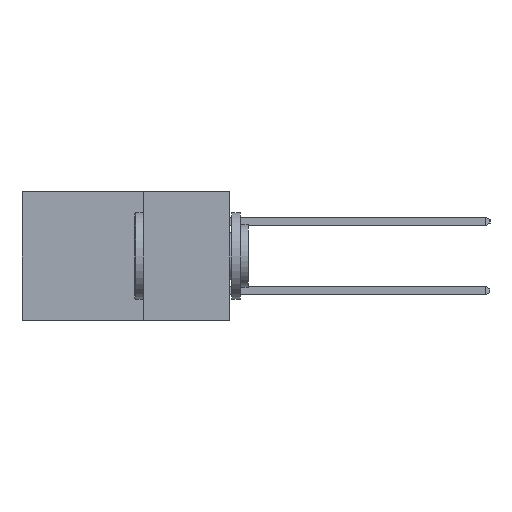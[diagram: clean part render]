
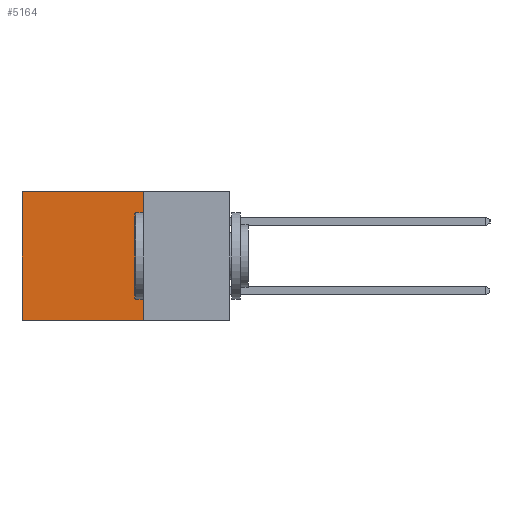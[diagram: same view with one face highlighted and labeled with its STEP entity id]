
A CAD part, left-side view. The second image highlights one B-rep face of the part: STEP entity #5164.
In plain terms, the highlighted planar face has unit normal (-1, 0, 0).
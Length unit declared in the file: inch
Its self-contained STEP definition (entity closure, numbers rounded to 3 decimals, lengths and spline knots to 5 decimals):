
#714 = LINE ( 'NONE', #12994, #17718 ) ;
#2663 = DIRECTION ( 'NONE',  ( 0., 0., -1. ) ) ;
#3331 = LINE ( 'NONE', #5306, #8994 ) ;
#4070 = ORIENTED_EDGE ( 'NONE', *, *, #7965, .F. ) ;
#5164 = ADVANCED_FACE ( 'NONE', ( #20912 ), #6174, .F. ) ;
#5306 = CARTESIAN_POINT ( 'NONE',  ( 0.2615, 0.25, -0.37 ) ) ;
#5351 = CARTESIAN_POINT ( 'NONE',  ( 0.2615, 0.6, 0. ) ) ;
#5373 = CARTESIAN_POINT ( 'NONE',  ( 0.2615, 0.25, 0. ) ) ;
#5863 = DIRECTION ( 'NONE',  ( 1., 0., 0. ) ) ;
#5899 = DIRECTION ( 'NONE',  ( 0., 0., -1. ) ) ;
#5907 = CARTESIAN_POINT ( 'NONE',  ( 0.2615, 0.25, -0.37 ) ) ;
#6139 = CARTESIAN_POINT ( 'NONE',  ( 0.2615, 0.25, -0.37 ) ) ;
#6174 = PLANE ( 'NONE',  #19991 ) ;
#7445 = DIRECTION ( 'NONE',  ( 0., 1., 0. ) ) ;
#7965 = EDGE_CURVE ( 'NONE', #24092, #18038, #3331, .T. ) ;
#8994 = VECTOR ( 'NONE', #7445, 39.37008 ) ;
#10628 = VECTOR ( 'NONE', #18116, 39.37008 ) ;
#10899 = VERTEX_POINT ( 'NONE', #19017 ) ;
#11913 = VERTEX_POINT ( 'NONE', #5351 ) ;
#12994 = CARTESIAN_POINT ( 'NONE',  ( 0.2615, 0.25, -0.37 ) ) ;
#14178 = ORIENTED_EDGE ( 'NONE', *, *, #14651, .T. ) ;
#14544 = ORIENTED_EDGE ( 'NONE', *, *, #19716, .T. ) ;
#14554 = ORIENTED_EDGE ( 'NONE', *, *, #18419, .F. ) ;
#14651 = EDGE_CURVE ( 'NONE', #10899, #11913, #21747, .T. ) ;
#16089 = CARTESIAN_POINT ( 'NONE',  ( 0.2615, 0.6, -0.37 ) ) ;
#17259 = DIRECTION ( 'NONE',  ( 0., 0., -1. ) ) ;
#17718 = VECTOR ( 'NONE', #17259, 39.37008 ) ;
#18038 = VERTEX_POINT ( 'NONE', #16089 ) ;
#18116 = DIRECTION ( 'NONE',  ( 0., 1., 0. ) ) ;
#18419 = EDGE_CURVE ( 'NONE', #10899, #24092, #714, .T. ) ;
#19017 = CARTESIAN_POINT ( 'NONE',  ( 0.2615, 0.25, 0. ) ) ;
#19716 = EDGE_CURVE ( 'NONE', #11913, #18038, #23055, .T. ) ;
#19991 = AXIS2_PLACEMENT_3D ( 'NONE', #6139, #5863, #5899 ) ;
#20912 = FACE_OUTER_BOUND ( 'NONE', #22470, .T. ) ;
#21747 = LINE ( 'NONE', #5373, #10628 ) ;
#22412 = VECTOR ( 'NONE', #2663, 39.37008 ) ;
#22470 = EDGE_LOOP ( 'NONE', ( #14544, #4070, #14554, #14178 ) ) ;
#23055 = LINE ( 'NONE', #23617, #22412 ) ;
#23617 = CARTESIAN_POINT ( 'NONE',  ( 0.2615, 0.6, -0.37 ) ) ;
#24092 = VERTEX_POINT ( 'NONE', #5907 ) ;
